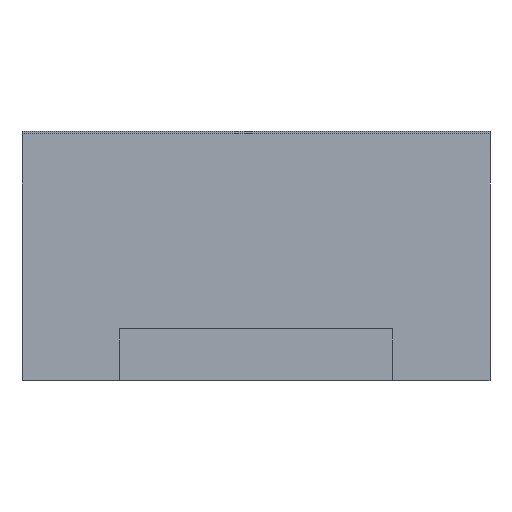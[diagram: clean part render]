
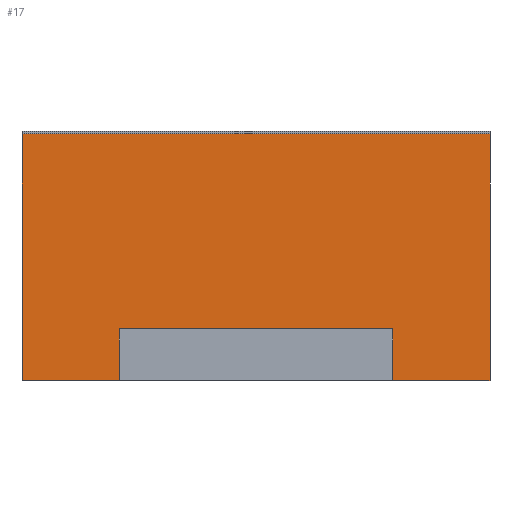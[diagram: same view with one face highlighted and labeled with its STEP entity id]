
A CAD part, left-side view. The second image highlights one B-rep face of the part: STEP entity #17.
In plain terms, the highlighted planar face has unit normal (-1, 0, 0).
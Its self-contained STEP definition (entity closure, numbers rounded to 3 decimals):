
#13=DIRECTION('',(0.,0.,1.));
#17=ADVANCED_FACE('',(#18),#64,.F.);
#18=FACE_BOUND('',#19,.F.);
#19=EDGE_LOOP('',(#20,#29,#35,#40,#45,#49,#54,#61));
#20=ORIENTED_EDGE('',*,*,#21,.F.);
#21=EDGE_CURVE('',#22,#24,#26,.T.);
#22=VERTEX_POINT('',#23);
#23=CARTESIAN_POINT('',(-1.475,0.9,0.));
#24=VERTEX_POINT('',#25);
#25=CARTESIAN_POINT('',(-1.475,0.525,0.));
#26=LINE('',#23,#27);
#27=VECTOR('',#28,1.);
#28=DIRECTION('',(0.,-1.,0.));
#29=ORIENTED_EDGE('',*,*,#30,.T.);
#30=EDGE_CURVE('',#22,#31,#33,.T.);
#31=VERTEX_POINT('',#32);
#32=CARTESIAN_POINT('',(-1.475,0.9,0.95));
#33=LINE('',#23,#34);
#34=VECTOR('',#13,1.);
#35=ORIENTED_EDGE('',*,*,#36,.T.);
#36=EDGE_CURVE('',#31,#37,#39,.T.);
#37=VERTEX_POINT('',#38);
#38=CARTESIAN_POINT('',(-1.475,-0.9,0.95));
#39=LINE('',#32,#27);
#40=ORIENTED_EDGE('',*,*,#41,.F.);
#41=EDGE_CURVE('',#42,#37,#44,.T.);
#42=VERTEX_POINT('',#43);
#43=CARTESIAN_POINT('',(-1.475,-0.9,0.));
#44=LINE('',#43,#34);
#45=ORIENTED_EDGE('',*,*,#46,.F.);
#46=EDGE_CURVE('',#47,#42,#26,.T.);
#47=VERTEX_POINT('',#48);
#48=CARTESIAN_POINT('',(-1.475,-0.525,0.));
#49=ORIENTED_EDGE('',*,*,#50,.T.);
#50=EDGE_CURVE('',#47,#51,#53,.T.);
#51=VERTEX_POINT('',#52);
#52=CARTESIAN_POINT('',(-1.475,-0.525,0.2));
#53=LINE('',#48,#34);
#54=ORIENTED_EDGE('',*,*,#55,.T.);
#55=EDGE_CURVE('',#51,#56,#58,.T.);
#56=VERTEX_POINT('',#57);
#57=CARTESIAN_POINT('',(-1.475,0.525,0.2));
#58=LINE('',#52,#59);
#59=VECTOR('',#60,1.);
#60=DIRECTION('',(0.,1.,0.));
#61=ORIENTED_EDGE('',*,*,#62,.F.);
#62=EDGE_CURVE('',#24,#56,#63,.T.);
#63=LINE('',#25,#34);
#64=PLANE('',#65);
#65=AXIS2_PLACEMENT_3D('',#23,#66,#28);
#66=DIRECTION('',(1.,0.,0.));
